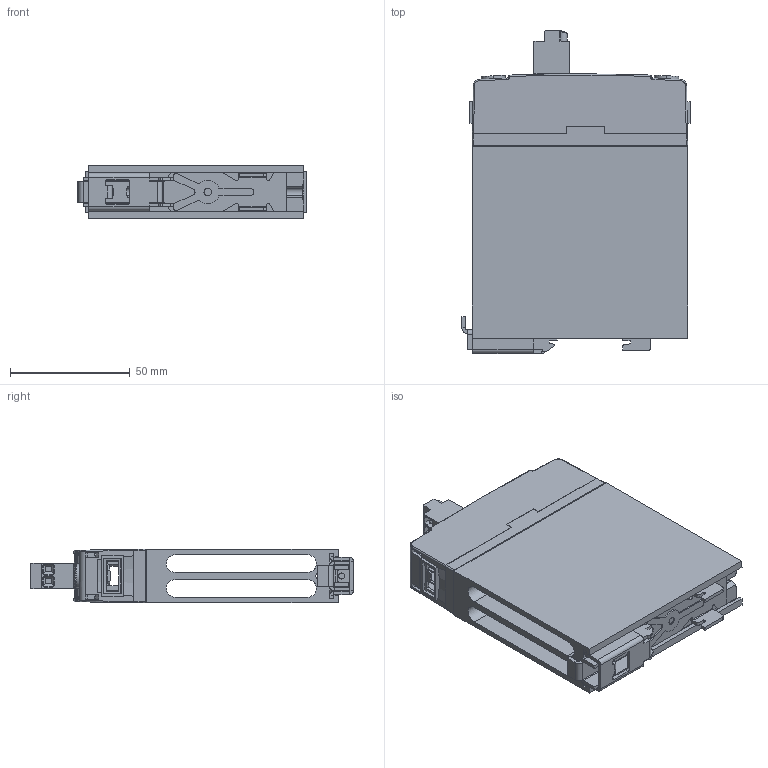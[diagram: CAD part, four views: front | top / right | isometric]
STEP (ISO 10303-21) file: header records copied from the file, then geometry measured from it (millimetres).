
FILE_DESCRIPTION(('STEP AP242'),'1');
FILE_NAME('ssd1a320bdc3.stp','2021-09-29T18:45:10',('TraceParts'),('TraceParts S.A.'),'Spatial InterOp 3D',' ',' ');
FILE_SCHEMA(('AP242_MANAGED_MODEL_BASED_3D_ENGINEERING_MIM_LF {1 0 10303 442 1 1 4}'));
Length unit declared in the file: millimetre
Products named in the file (1): ssd1a320bdc3_1
Bounding box: 95.22 x 134.83 x 22.5 mm (x, y, z)
Volume: 99068.9 mm3; surface area: 82414 mm2
Topology: 9 solids, 9 shells, 1373 faces, 3677 edges, 2349 vertices
Faces by surface type: plane 849, cylinder 346, bspline 122, cone 45, torus 7, sphere 4
Entity records: 51879 total; most frequent: CARTESIAN_POINT 15464, ORIENTED_EDGE 7302, DIRECTION 6394, EDGE_CURVE 3651, LINE 2520, VECTOR 2520, VERTEX_POINT 2349, AXIS2_PLACEMENT_3D 1937
